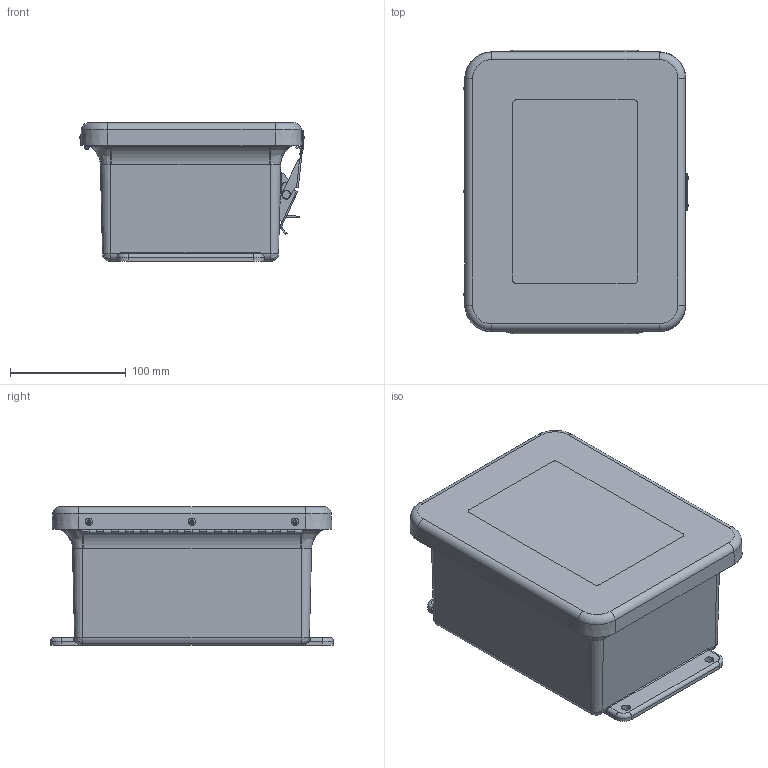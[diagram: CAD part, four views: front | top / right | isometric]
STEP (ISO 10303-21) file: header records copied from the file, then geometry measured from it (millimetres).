
FILE_DESCRIPTION(/* description */ (''),/* implementation_level */ '2;1');
FILE_NAME(/* name */ 'HW-J80604CHQRW.stp',/* time_stamp */ '2014-03-14T06:58:46-05:00',/* author */ ('pmescher'),/* organization */ (''),/* preprocessor_version */ 'ST-DEVELOPER v15.2',/* originating_system */ 'Autodesk Inventor 2014',/* authorisation */ '');
FILE_SCHEMA (('AUTOMOTIVE_DESIGN { 1 0 10303 214 3 1 1 }'));
Length unit declared in the file: inch
Products named in the file (25): J806HL_2; RMINS45821P_207; RMINS45821P_208; RMINS45821P_209; RMINS45821P_210; J806BHL; JW806HLCVR; WINDOW_806; GASKET_806; WP806HLU; RMHINGCOV7.5; RMHINGBOX7.5; RMHINGPIN7.5; RMHING7.5(J806); RMRIV44; RMKEEPSSL; RMRIV43; Anchor Plate; Locking Layer; Hook blade; Hinge Pin_Lower; Hinge Pin_Upper; RMLATPLSSL; JW806HPL_STP
Bounding box: 193.61 x 244.47 x 119.36 mm (x, y, z)
Volume: 807356.4 mm3; surface area: 413663.2 mm2
Topology: 29 solids, 29 shells, 715 faces, 1775 edges, 1147 vertices
Faces by surface type: plane 298, cylinder 290, torus 52, cone 39, bspline 36
Full cylindrical faces by diameter (mm): 2.159 x31, 2.64 x4, 3.048 x1, 3.175 x12, 3.302 x2, 3.327 x6, 3.429 x9, 3.556 x12, 3.861 x5, 3.962 x7, 4.306 x2, 5.537 x4, 6.35 x8, 6.858 x4, 7.62 x2, 9.525 x1
Entity records: 21775 total; most frequent: CARTESIAN_POINT 5148, DIRECTION 3565, ORIENTED_EDGE 3100, EDGE_CURVE 1550, AXIS2_PLACEMENT_3D 1371, VERTEX_POINT 1055, EDGE_LOOP 915, LINE 823
